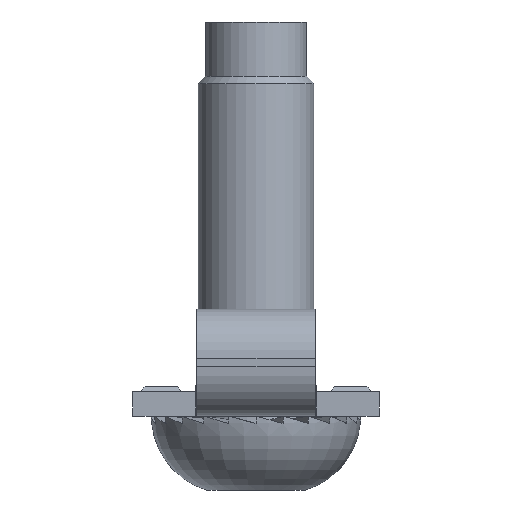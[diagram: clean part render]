
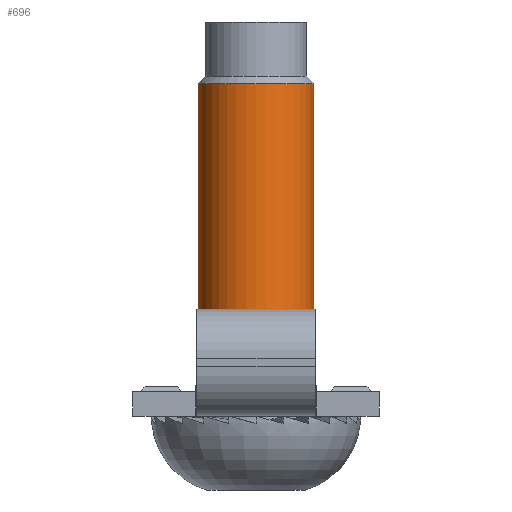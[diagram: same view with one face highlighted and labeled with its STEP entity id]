
A CAD part, left-side view. The second image highlights one B-rep face of the part: STEP entity #696.
In plain terms, the highlighted cylindrical face has radius 2.35 mm (diameter 4.7 mm), a partial arc.
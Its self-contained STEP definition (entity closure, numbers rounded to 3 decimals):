
#39 = EDGE_CURVE ( 'NONE', #4389, #2713, #583, .T. ) ;
#130 = VECTOR ( 'NONE', #2106, 1000. ) ;
#189 = CYLINDRICAL_SURFACE ( 'NONE', #1289, 2.35 ) ;
#268 = CARTESIAN_POINT ( 'NONE',  ( 0., 0., 0. ) ) ;
#386 = CARTESIAN_POINT ( 'NONE',  ( 0., 2.5, 2.35 ) ) ;
#489 = DIRECTION ( 'NONE',  ( 0., -1., 0. ) ) ;
#512 = AXIS2_PLACEMENT_3D ( 'NONE', #5068, #4767, #4737 ) ;
#583 = CIRCLE ( 'NONE', #2239, 2.35 ) ;
#671 = CARTESIAN_POINT ( 'NONE',  ( 0., 13., -2.35 ) ) ;
#696 = ADVANCED_FACE ( 'NONE', ( #981 ), #189, .T. ) ;
#981 = FACE_OUTER_BOUND ( 'NONE', #4210, .T. ) ;
#989 = DIRECTION ( 'NONE',  ( 0., 0., 1. ) ) ;
#1002 = DIRECTION ( 'NONE',  ( 0., 1., 0. ) ) ;
#1012 = CARTESIAN_POINT ( 'NONE',  ( 0., 13., 0. ) ) ;
#1151 = CARTESIAN_POINT ( 'NONE',  ( 0., 2.5, -2.35 ) ) ;
#1208 = EDGE_CURVE ( 'NONE', #4422, #2574, #3852, .T. ) ;
#1289 = AXIS2_PLACEMENT_3D ( 'NONE', #268, #489, #3263 ) ;
#1713 = CARTESIAN_POINT ( 'NONE',  ( 0., 0., 2.35 ) ) ;
#1846 = ORIENTED_EDGE ( 'NONE', *, *, #3435, .T. ) ;
#2106 = DIRECTION ( 'NONE',  ( 0., -1., 0. ) ) ;
#2239 = AXIS2_PLACEMENT_3D ( 'NONE', #1012, #1002, #989 ) ;
#2574 = VERTEX_POINT ( 'NONE', #386 ) ;
#2713 = VERTEX_POINT ( 'NONE', #2972 ) ;
#2945 = ORIENTED_EDGE ( 'NONE', *, *, #3407, .F. ) ;
#2972 = CARTESIAN_POINT ( 'NONE',  ( 0., 13., 2.35 ) ) ;
#3172 = VECTOR ( 'NONE', #5087, 1000. ) ;
#3263 = DIRECTION ( 'NONE',  ( 0., 0., -1. ) ) ;
#3407 = EDGE_CURVE ( 'NONE', #2713, #2574, #4430, .T. ) ;
#3435 = EDGE_CURVE ( 'NONE', #4389, #4422, #4200, .T. ) ;
#3852 = CIRCLE ( 'NONE', #512, 2.35 ) ;
#3906 = ORIENTED_EDGE ( 'NONE', *, *, #39, .F. ) ;
#4012 = CARTESIAN_POINT ( 'NONE',  ( 0., 0., -2.35 ) ) ;
#4200 = LINE ( 'NONE', #4012, #3172 ) ;
#4210 = EDGE_LOOP ( 'NONE', ( #2945, #3906, #1846, #4297 ) ) ;
#4297 = ORIENTED_EDGE ( 'NONE', *, *, #1208, .T. ) ;
#4389 = VERTEX_POINT ( 'NONE', #671 ) ;
#4422 = VERTEX_POINT ( 'NONE', #1151 ) ;
#4430 = LINE ( 'NONE', #1713, #130 ) ;
#4737 = DIRECTION ( 'NONE',  ( 0., 0., 1. ) ) ;
#4767 = DIRECTION ( 'NONE',  ( 0., 1., 0. ) ) ;
#5068 = CARTESIAN_POINT ( 'NONE',  ( 0., 2.5, 0. ) ) ;
#5087 = DIRECTION ( 'NONE',  ( 0., -1., 0. ) ) ;
